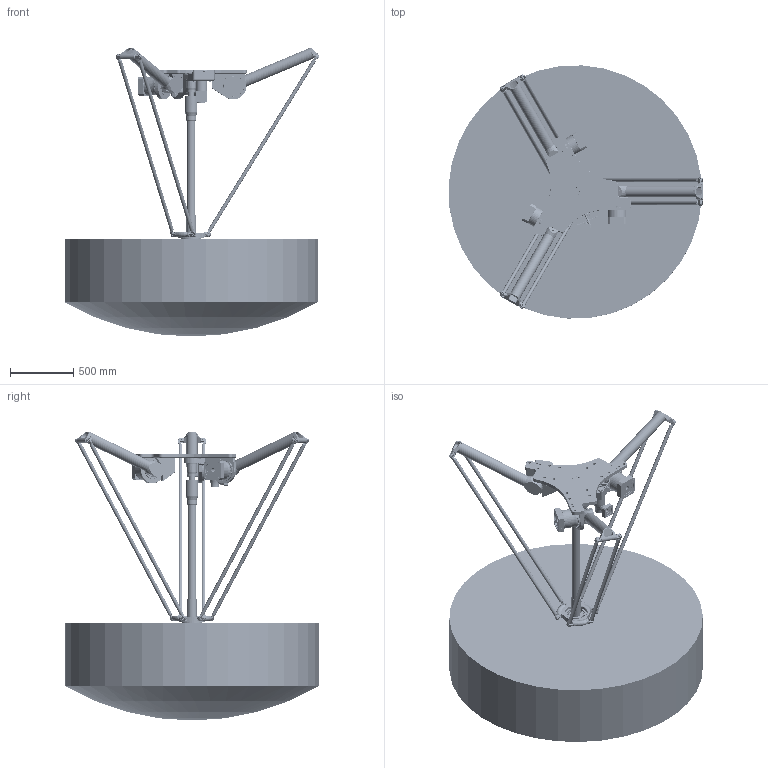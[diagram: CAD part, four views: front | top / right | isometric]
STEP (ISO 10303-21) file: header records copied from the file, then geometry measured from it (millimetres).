
FILE_DESCRIPTION(/* description */ ('Norm.iam Teamplte'),/* implementation_level */ '2;1');
FILE_NAME(/* name */ '3D-model_A_00846.stp',/* time_stamp */ '2025-03-31T15:36:35+02:00',/* author */ ('michael.schutter'),/* organization */ (''),/* preprocessor_version */ 'ST-DEVELOPER v19.2',/* originating_system */ 'Autodesk Inventor 2023',/* authorisation */ '');
FILE_SCHEMA (('AUTOMOTIVE_DESIGN { 1 0 10303 214 3 1 1 }'));
Products named in the file (13): A_00846_DUMMY DELTA Robotermechanik RL4-2000-20kg; MT_BGR00104819; MT_WST00105427 Kopfplatte Dummy; MT_WST00058294MT_WST; MT_WST00068559MT_WST; MT_WST00060229MT_WST; MT_WST00060279MT_WST; MT_WST00057260MT_WST; MT_WST00102361; MT_WST00057262MT_WST; MT_WST00058293MT_WST; MT_WST00110085; MT_WST00110086
Assembly tree (26 placements, depth 3):
  A_00846_DUMMY DELTA Robotermechanik RL4-2000-20kg
    MT_BGR00104819
      MT_WST00105427 Kopfplatte Dummy
      MT_WST00058294MT_WST
      MT_WST00068559MT_WST  x3
    MT_WST00060229MT_WST
    MT_WST00057260MT_WST  x6
    MT_WST00060279MT_WST  x6
    MT_WST00102361  x3
    MT_WST00057262MT_WST
    MT_WST00058293MT_WST
    MT_WST00110085
    MT_WST00110086
Bounding box: 2009.46 x 1996.72 x 2279.71 mm (x, y, z)
Volume: 2058738146 mm3; surface area: 14509064 mm2
Topology: 25 solids, 86 shells, 4202 faces, 9441 edges, 5928 vertices
Faces by surface type: plane 1917, cylinder 1173, bspline 538, cone 321, torus 248, sphere 5
Full cylindrical faces by diameter (mm): 3 x3, 3.15 x6, 4 x1, 4.134 x12, 4.917 x18, 6 x72, 6.6 x72, 8.376 x54, 9.6 x3, 10 x125, 11.053 x5, 11.5 x7, 12 x40, 13 x16, 16 x2, 17 x12, 17.2 x5, 17.294 x6, 22 x63, 24 x4, 25 x1, 26 x3, 28 x4, 29.8 x12, 30 x19, 32 x3, 40 x13, 49.5 x1, 50 x6, 52 x1
Entity records: 97982 total; most frequent: CARTESIAN_POINT 39032, DIRECTION 11955, ORIENTED_EDGE 11444, EDGE_CURVE 5722, AXIS2_PLACEMENT_3D 4578, VERTEX_POINT 3681, EDGE_LOOP 3059, LINE 2799
